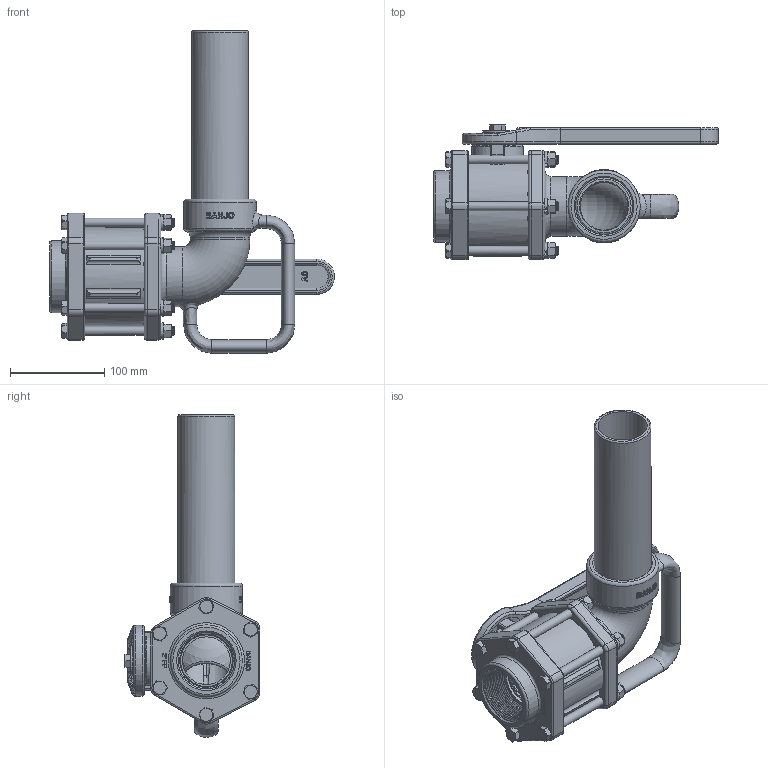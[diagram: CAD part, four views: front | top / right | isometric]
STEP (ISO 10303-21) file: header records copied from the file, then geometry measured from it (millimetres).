
FILE_DESCRIPTION(/* description */ ('2" FP VALVE BODY'),/* implementation_level */ '2;1');
FILE_NAME(/* name */ 'VA200FP.stp',/* time_stamp */ '2014-09-16T10:40:18-04:00',/* author */ ('DTruax'),/* organization */ (''),/* preprocessor_version */ 'ST-DEVELOPER v15.2',/* originating_system */ 'Autodesk Inventor 2014',/* authorisation */ '');
FILE_SCHEMA (('AUTOMOTIVE_DESIGN { 1 0 10303 214 3 1 1 }'));
Length unit declared in the file: inch
Products named in the file (24): V25254; VL1001; V20018; V20019; V25017; V25020; V25060; V25121; V25151BX; V25151B; V25152; V25160; V25163; V25165; V25255AX; V25255AM; V25255A; VX25256; V25256; V25258A; V25261; V25264; VA200FP
Bounding box: 302.64 x 143.76 x 342.64 mm (x, y, z)
Volume: 1336145.2 mm3; surface area: 428395.3 mm2
Topology: 35 solids, 35 shells, 2358 faces, 5779 edges, 3605 vertices
Faces by surface type: plane 873, cylinder 633, cone 478, bspline 262, torus 95, sphere 17
Full cylindrical faces by diameter (mm): 7.798 x1, 8.236 x90, 9.525 x91, 10.312 x7, 11.176 x6, 14.275 x1, 25.4 x2, 25.527 x1, 25.806 x1, 31.521 x1, 31.623 x1, 31.75 x3, 35.306 x1, 36.525 x1, 37.084 x2, 50.8 x3, 52.07 x4, 54.61 x1, 55.499 x2, 56.769 x2, 60.452 x1, 60.579 x2, 63.5 x2, 64.77 x3, 65.024 x1, 76.2 x1, 76.708 x1, 84.709 x1, 84.836 x1, 84.887 x1
Entity records: 59024 total; most frequent: CARTESIAN_POINT 23706, ORIENTED_EDGE 7356, DIRECTION 6625, EDGE_CURVE 3654, VERTEX_POINT 2414, AXIS2_PLACEMENT_3D 2332, LINE 1961, VECTOR 1961
